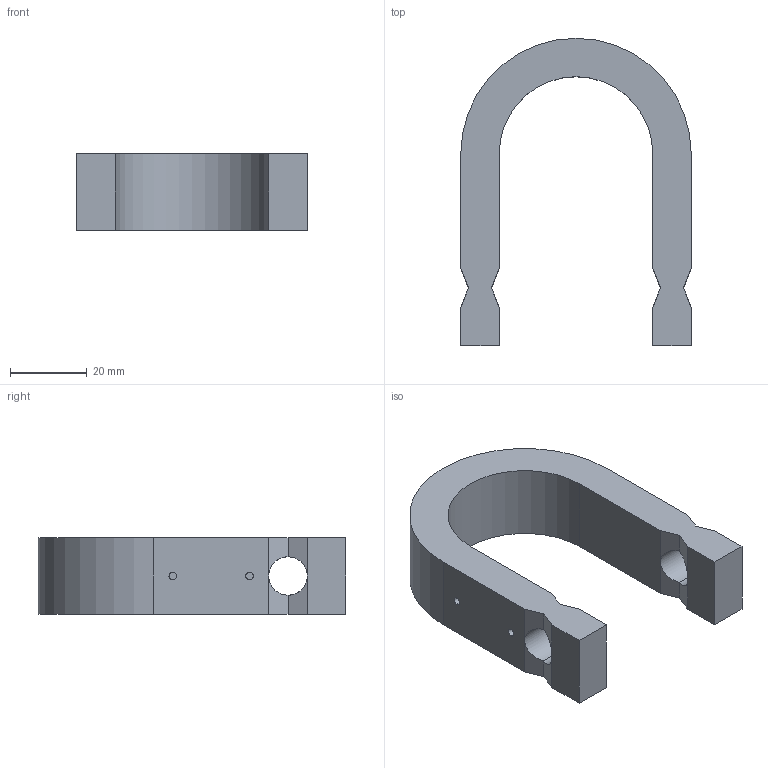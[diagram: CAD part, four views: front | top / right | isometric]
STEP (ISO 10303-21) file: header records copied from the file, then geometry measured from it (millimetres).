
FILE_DESCRIPTION (( 'STEP AP214' ), '1' );
FILE_NAME ('U_elastic_v4.STEP', '2021-03-30T16:56:22', ( '' ), ( '' ), 'SwSTEP 2.0', 'SolidWorks 2017', '' );
FILE_SCHEMA (( 'AUTOMOTIVE_DESIGN' ));
Length unit declared in the file: millimetre
Products named in the file (1): U_elastic_v4
Bounding box: 60 x 80 x 20 mm (x, y, z)
Volume: 33648.6 mm3; surface area: 11393.2 mm2
Topology: 1 solids, 1 shells, 46 faces, 116 edges, 72 vertices
Faces by surface type: plane 32, cylinder 14
Entity records: 1394 total; most frequent: CARTESIAN_POINT 283, ORIENTED_EDGE 232, DIRECTION 214, EDGE_CURVE 116, VECTOR 80, LINE 80, VERTEX_POINT 72, AXIS2_PLACEMENT_3D 67
